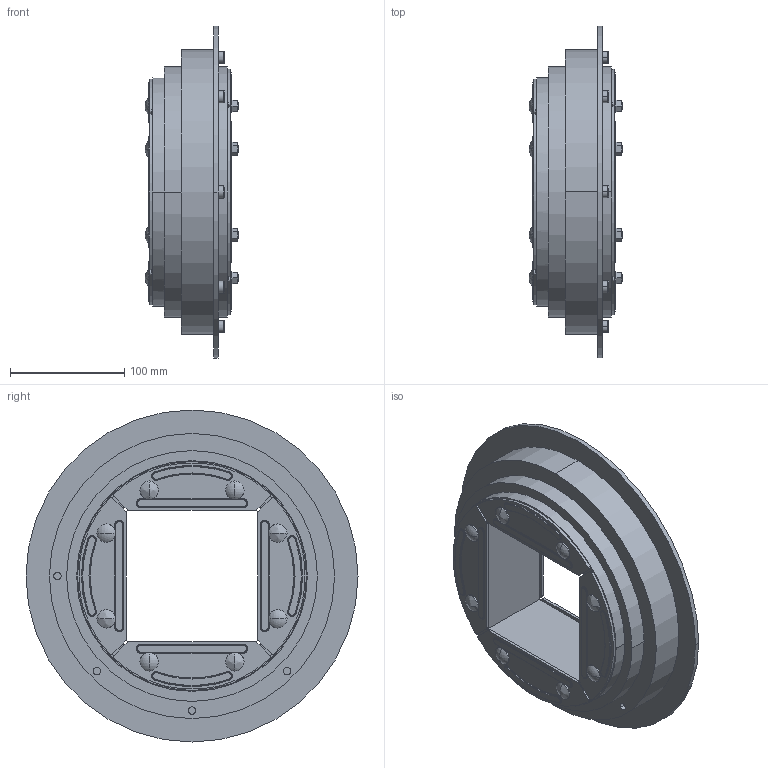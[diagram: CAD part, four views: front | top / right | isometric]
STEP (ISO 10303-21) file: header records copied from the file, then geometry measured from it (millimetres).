
FILE_DESCRIPTION((''),'2;1');
FILE_NAME('RX 200.stp','2004-01-13T13:45:27',('petor'),(''),'Autodesk Inventor 8','Autodesk Inventor 8','');
FILE_SCHEMA(('AUTOMOTIVE_DESIGN { 1 0 10303 214 1 1 1 1 }'));
Length unit declared in the file: millimetre
Products named in the file (3): Assembly6; SLX [Title [Summary]=SLFR-200][Comments [Summary]=Galvanized]; R 200
Assembly tree (2 placements, depth 2):
  Assembly6
    SLX [Title [Summary]=SLFR-200][Comments [Summary]=Galvanized]
    R 200
Bounding box: 81.97 x 290 x 290 mm (x, y, z)
Volume: 1965354.9 mm3; surface area: 279951.4 mm2
Topology: 2 solids, 6 shells, 622 faces, 1497 edges, 929 vertices
Faces by surface type: plane 250, cylinder 196, torus 84, bspline 84, sphere 8
Entity records: 20125 total; most frequent: CARTESIAN_POINT 5165, DIRECTION 3448, ORIENTED_EDGE 2994, EDGE_CURVE 1497, AXIS2_PLACEMENT_3D 1432, VERTEX_POINT 929, CIRCLE 889, EDGE_LOOP 668
